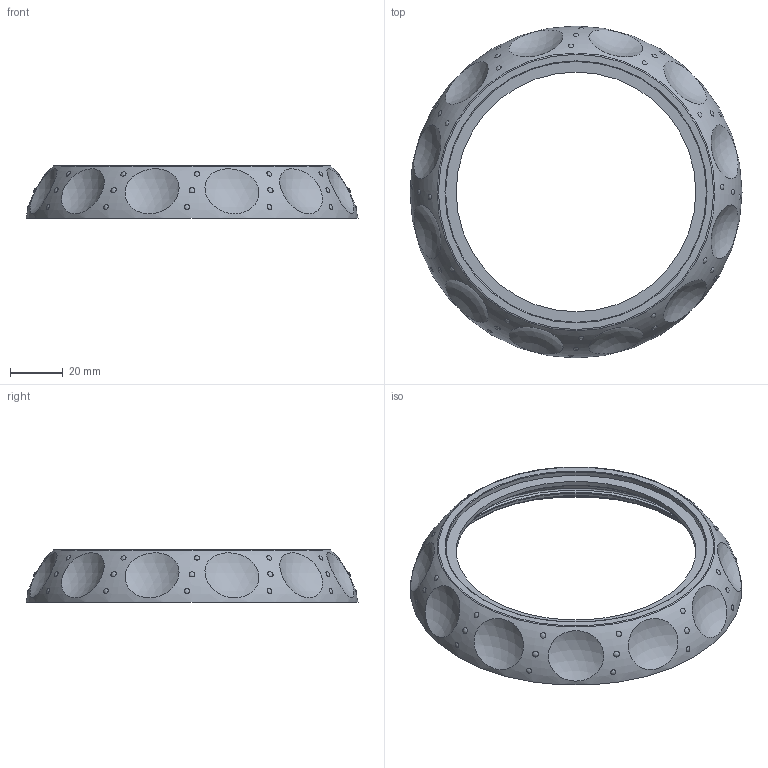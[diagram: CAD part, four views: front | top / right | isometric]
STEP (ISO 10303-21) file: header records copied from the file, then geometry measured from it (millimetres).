
FILE_DESCRIPTION(('FreeCAD Model'),'2;1');
FILE_NAME('Open CASCADE Shape Model','2023-06-01T11:12:59',(''),(''), 'Open CASCADE STEP processor 7.6','FreeCAD','Unknown');
FILE_SCHEMA(('AUTOMOTIVE_DESIGN { 1 0 10303 214 1 1 1 1 }'));
Length unit declared in the file: millimetre
Products named in the file (1): Fusion002
Bounding box: 126 x 126 x 20 mm (x, y, z)
Volume: 33352.5 mm3; surface area: 22083.8 mm2
Topology: 1 solids, 1 shells, 68 faces, 87 edges, 69 vertices
Faces by surface type: sphere 48, revolution 7, cone 7, plane 3, cylinder 3
Full cylindrical faces by diameter (mm): 91 x1, 99 x1, 106 x1
Entity records: 16120 total; most frequent: CARTESIAN_POINT 14212, DIRECTION 287, ORIENTED_EDGE 174, PCURVE 174, DEFINITIONAL_REPRESENTATION 174, B_SPLINE_CURVE_WITH_KNOTS 147, FACE_BOUND 118, EDGE_LOOP 118
